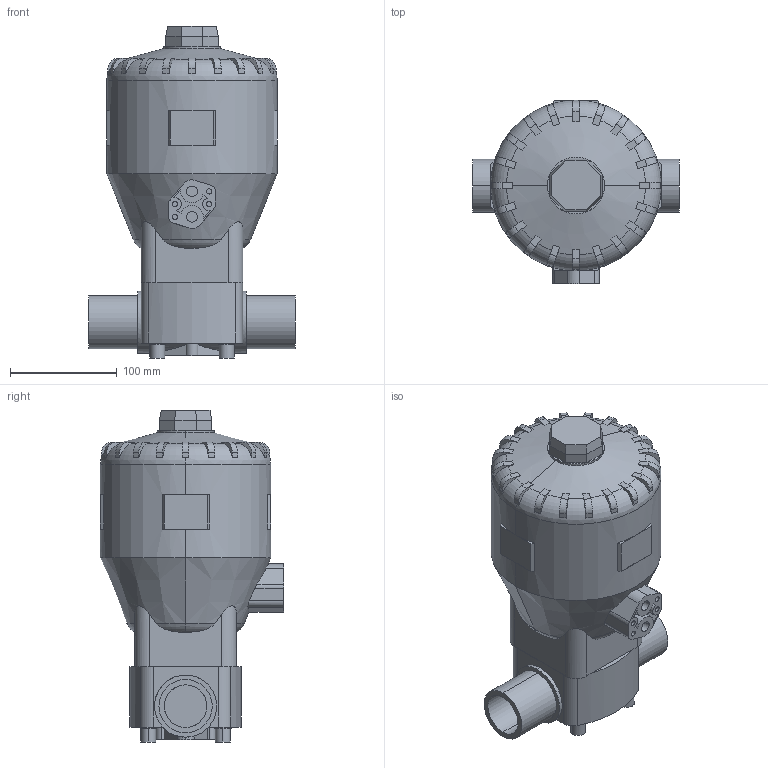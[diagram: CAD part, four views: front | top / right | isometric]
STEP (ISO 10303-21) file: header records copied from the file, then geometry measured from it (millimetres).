
FILE_DESCRIPTION(('STEP AP214'),'1');
FILE_NAME('cctmp_7DBF8615-6166-4E8B-8224-0B9AC8A3CD9D_2021_10_26_13_30_01_0268..stp','2021-10-26T11:30:01',('Praher Valves GmbH'),('CADClick - www.CADClick.com'),'Spatial InterOp 3D',' ','unknown authorization');
FILE_SCHEMA(('AUTOMOTIVE_DESIGN'));
Length unit declared in the file: millimetre
Products named in the file (1): 125702
Bounding box: 194 x 172 x 311.67 mm (x, y, z)
Volume: 4172624.4 mm3; surface area: 189747.9 mm2
Topology: 1 solids, 1 shells, 311 faces, 818 edges, 534 vertices
Faces by surface type: plane 181, cylinder 118, torus 8, cone 4
Entity records: 13639 total; most frequent: CARTESIAN_POINT 3467, ORIENTED_EDGE 1636, DIRECTION 1612, EDGE_CURVE 818, AXIS2_PLACEMENT_3D 618, VERTEX_POINT 534, LINE 376, VECTOR 376
